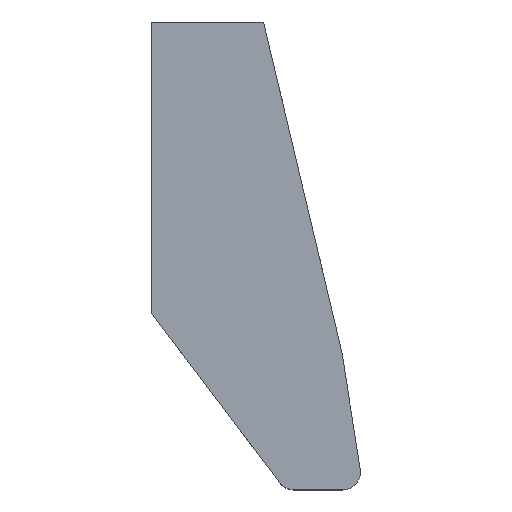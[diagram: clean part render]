
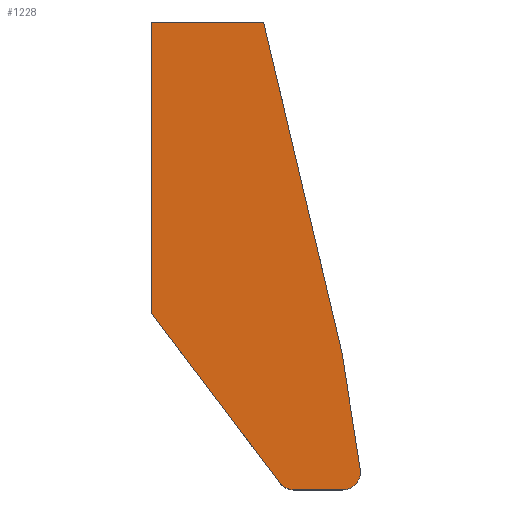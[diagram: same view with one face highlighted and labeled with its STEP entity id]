
A CAD part, top view. The second image highlights one B-rep face of the part: STEP entity #1228.
In plain terms, the highlighted planar face has unit normal (0, 0, 1).
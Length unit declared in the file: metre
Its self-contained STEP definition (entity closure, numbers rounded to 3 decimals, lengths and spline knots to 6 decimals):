
#98=LINE('',#2029,#185);
#101=LINE('',#2035,#188);
#102=LINE('',#2037,#189);
#103=LINE('',#2041,#190);
#104=LINE('',#2045,#191);
#105=LINE('',#2049,#192);
#185=VECTOR('',#1618,1.);
#188=VECTOR('',#1623,1.);
#189=VECTOR('',#1624,1.);
#190=VECTOR('',#1627,1.);
#191=VECTOR('',#1630,1.);
#192=VECTOR('',#1633,1.);
#339=ORIENTED_EDGE('',*,*,#649,.T.);
#340=ORIENTED_EDGE('',*,*,#646,.T.);
#341=ORIENTED_EDGE('',*,*,#650,.T.);
#342=ORIENTED_EDGE('',*,*,#651,.F.);
#343=ORIENTED_EDGE('',*,*,#652,.T.);
#344=ORIENTED_EDGE('',*,*,#653,.F.);
#345=ORIENTED_EDGE('',*,*,#654,.T.);
#346=ORIENTED_EDGE('',*,*,#655,.F.);
#347=ORIENTED_EDGE('',*,*,#656,.T.);
#646=EDGE_CURVE('',#797,#798,#98,.T.);
#649=EDGE_CURVE('',#799,#797,#101,.T.);
#650=EDGE_CURVE('',#798,#800,#102,.T.);
#651=EDGE_CURVE('',#801,#800,#887,.T.);
#652=EDGE_CURVE('',#801,#802,#103,.T.);
#653=EDGE_CURVE('',#803,#802,#888,.T.);
#654=EDGE_CURVE('',#803,#804,#104,.T.);
#655=EDGE_CURVE('',#805,#804,#889,.T.);
#656=EDGE_CURVE('',#805,#799,#105,.T.);
#797=VERTEX_POINT('',#2030);
#798=VERTEX_POINT('',#2031);
#799=VERTEX_POINT('',#2036);
#800=VERTEX_POINT('',#2038);
#801=VERTEX_POINT('',#2040);
#802=VERTEX_POINT('',#2042);
#803=VERTEX_POINT('',#2044);
#804=VERTEX_POINT('',#2046);
#805=VERTEX_POINT('',#2048);
#887=CIRCLE('',#1360,0.01);
#888=CIRCLE('',#1361,0.01);
#889=CIRCLE('',#1362,0.01);
#957=EDGE_LOOP('',(#339,#340,#341,#342,#343,#344,#345,#346,#347));
#1082=FACE_BOUND('',#957,.T.);
#1178=PLANE('',#1359);
#1228=ADVANCED_FACE('',(#1082),#1178,.T.);
#1359=AXIS2_PLACEMENT_3D('',#2034,#1621,#1622);
#1360=AXIS2_PLACEMENT_3D('',#2039,#1625,#1626);
#1361=AXIS2_PLACEMENT_3D('',#2043,#1628,#1629);
#1362=AXIS2_PLACEMENT_3D('',#2047,#1631,#1632);
#1618=DIRECTION('',(0.,-1.,0.));
#1621=DIRECTION('',(0.,0.,1.));
#1622=DIRECTION('',(-1.,0.,0.));
#1623=DIRECTION('',(-1.,0.,0.));
#1624=DIRECTION('',(0.603,-0.798,0.));
#1625=DIRECTION('',(0.,0.,-1.));
#1626=DIRECTION('',(-1.,0.,0.));
#1627=DIRECTION('',(1.,0.,0.));
#1628=DIRECTION('',(0.,0.,-1.));
#1629=DIRECTION('',(-1.,0.,0.));
#1630=DIRECTION('',(-0.154,0.988,0.));
#1631=DIRECTION('',(0.,0.,-1.));
#1632=DIRECTION('',(-1.,0.,0.));
#1633=DIRECTION('',(-0.231,0.973,0.));
#2029=CARTESIAN_POINT('',(0.06,-0.192498,0.055));
#2030=CARTESIAN_POINT('',(0.06,-0.1075,0.055));
#2031=CARTESIAN_POINT('',(0.06,-0.2725,0.055));
#2034=CARTESIAN_POINT('',(0.,-0.12,0.055));
#2035=CARTESIAN_POINT('',(0.091727,-0.1075,0.055));
#2036=CARTESIAN_POINT('',(0.123454,-0.1075,0.055));
#2037=CARTESIAN_POINT('',(0.097768,-0.3225,0.055));
#2038=CARTESIAN_POINT('',(0.132535,-0.368527,0.055));
#2039=CARTESIAN_POINT('',(0.140514,-0.3625,0.055));
#2040=CARTESIAN_POINT('',(0.140514,-0.3725,0.055));
#2041=CARTESIAN_POINT('',(0.157768,-0.3725,0.055));
#2042=CARTESIAN_POINT('',(0.168315,-0.3725,0.055));
#2043=CARTESIAN_POINT('',(0.168315,-0.3625,0.055));
#2044=CARTESIAN_POINT('',(0.178195,-0.360955,0.055));
#2045=CARTESIAN_POINT('',(0.173895,-0.333453,0.055));
#2046=CARTESIAN_POINT('',(0.167851,-0.29479,0.055));
#2047=CARTESIAN_POINT('',(0.157971,-0.296335,0.055));
#2048=CARTESIAN_POINT('',(0.167701,-0.294027,0.055));
#2049=CARTESIAN_POINT('',(0.145622,-0.200953,0.055));
